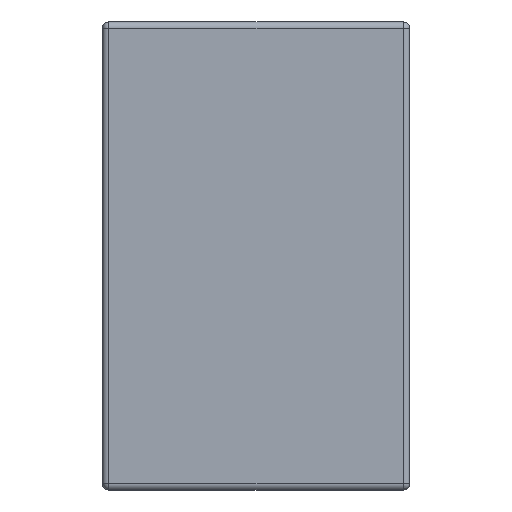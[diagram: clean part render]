
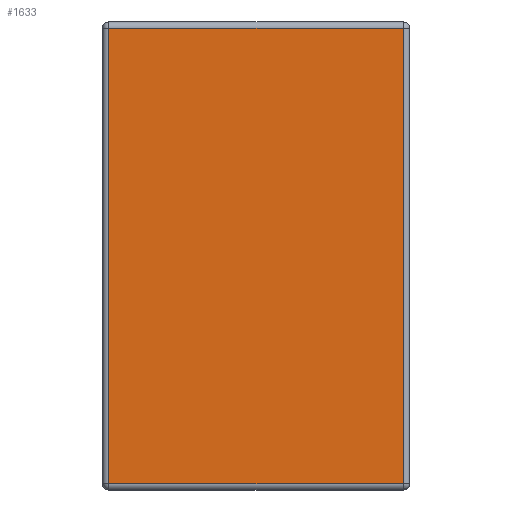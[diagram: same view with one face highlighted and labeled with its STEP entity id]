
A CAD part, left-side view. The second image highlights one B-rep face of the part: STEP entity #1633.
In plain terms, the highlighted planar face has unit normal (-1, 0, 0).
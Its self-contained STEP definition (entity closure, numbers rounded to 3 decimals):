
#135 = LINE ( 'NONE', #1591, #496 ) ;
#230 = LINE ( 'NONE', #619, #1395 ) ;
#232 = VERTEX_POINT ( 'NONE', #1447 ) ;
#265 = EDGE_LOOP ( 'NONE', ( #296, #748, #1062, #321 ) ) ;
#296 = ORIENTED_EDGE ( 'NONE', *, *, #1181, .T. ) ;
#321 = ORIENTED_EDGE ( 'NONE', *, *, #1577, .T. ) ;
#404 = CARTESIAN_POINT ( 'NONE',  ( -8., 4.7, -7.2 ) ) ;
#496 = VECTOR ( 'NONE', #932, 1000. ) ;
#574 = EDGE_CURVE ( 'NONE', #1900, #1453, #625, .T. ) ;
#592 = CARTESIAN_POINT ( 'NONE',  ( -8., 4.8, -7.2 ) ) ;
#619 = CARTESIAN_POINT ( 'NONE',  ( -8., 0.1, 0. ) ) ;
#625 = LINE ( 'NONE', #592, #1567 ) ;
#696 = DIRECTION ( 'NONE',  ( -1., 0., 0. ) ) ;
#748 = ORIENTED_EDGE ( 'NONE', *, *, #1682, .T. ) ;
#760 = AXIS2_PLACEMENT_3D ( 'NONE', #986, #696, #1436 ) ;
#766 = DIRECTION ( 'NONE',  ( 0., 1., 0. ) ) ;
#930 = FACE_OUTER_BOUND ( 'NONE', #265, .T. ) ;
#932 = DIRECTION ( 'NONE',  ( 0., 0., -1. ) ) ;
#954 = VERTEX_POINT ( 'NONE', #1600 ) ;
#975 = LINE ( 'NONE', #1657, #1239 ) ;
#986 = CARTESIAN_POINT ( 'NONE',  ( -8., 4.8, 0. ) ) ;
#1062 = ORIENTED_EDGE ( 'NONE', *, *, #574, .T. ) ;
#1181 = EDGE_CURVE ( 'NONE', #232, #954, #975, .T. ) ;
#1239 = VECTOR ( 'NONE', #766, 1000. ) ;
#1275 = CARTESIAN_POINT ( 'NONE',  ( -8., 0.1, -7.2 ) ) ;
#1356 = DIRECTION ( 'NONE',  ( 0., -1., 0. ) ) ;
#1395 = VECTOR ( 'NONE', #1649, 1000. ) ;
#1436 = DIRECTION ( 'NONE',  ( 0., 0., 1. ) ) ;
#1447 = CARTESIAN_POINT ( 'NONE',  ( -8., 0.1, -0.1 ) ) ;
#1453 = VERTEX_POINT ( 'NONE', #1275 ) ;
#1567 = VECTOR ( 'NONE', #1356, 1000. ) ;
#1577 = EDGE_CURVE ( 'NONE', #1453, #232, #230, .T. ) ;
#1591 = CARTESIAN_POINT ( 'NONE',  ( -8., 4.7, 0. ) ) ;
#1600 = CARTESIAN_POINT ( 'NONE',  ( -8., 4.7, -0.1 ) ) ;
#1633 = ADVANCED_FACE ( 'NONE', ( #930 ), #1890, .T. ) ;
#1649 = DIRECTION ( 'NONE',  ( 0., 0., 1. ) ) ;
#1657 = CARTESIAN_POINT ( 'NONE',  ( -8., 4.8, -0.1 ) ) ;
#1682 = EDGE_CURVE ( 'NONE', #954, #1900, #135, .T. ) ;
#1890 = PLANE ( 'NONE',  #760 ) ;
#1900 = VERTEX_POINT ( 'NONE', #404 ) ;
